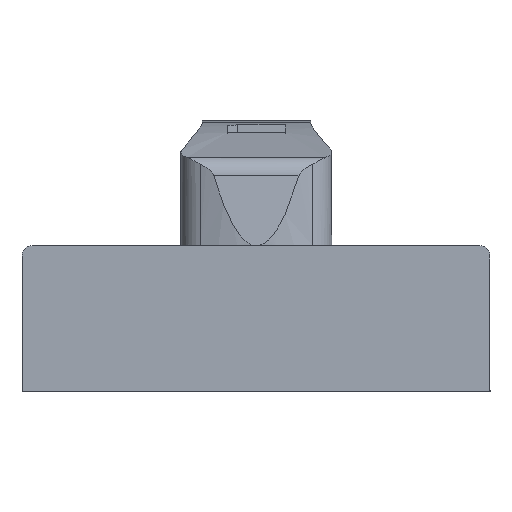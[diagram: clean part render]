
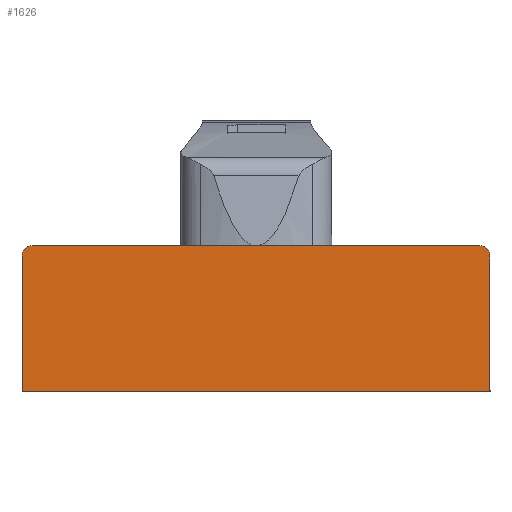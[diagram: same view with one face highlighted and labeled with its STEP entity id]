
A CAD part, left-side view. The second image highlights one B-rep face of the part: STEP entity #1626.
In plain terms, the highlighted planar face has unit normal (-1, 0, 0).
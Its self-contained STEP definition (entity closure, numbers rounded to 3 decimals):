
#1569=CARTESIAN_POINT('',(0.0,0.,6.947));
#1570=DIRECTION('',(1.0,0.0,0.0));
#1571=DIRECTION('',(0.0,0.0,-1.0));
#1572=AXIS2_PLACEMENT_3D('',#1569,#1570,#1571);
#1573=PLANE('',#1572);
#1574=CARTESIAN_POINT('',(0.0,-22.5,13.));
#1575=VERTEX_POINT('',#1574);
#1576=CARTESIAN_POINT('',(0.0,-22.5,0.0));
#1577=VERTEX_POINT('',#1576);
#1578=CARTESIAN_POINT('',(0.,-22.5,13.));
#1579=DIRECTION('',(0.0,0.0,-1.0));
#1580=VECTOR('',#1579,13.);
#1581=LINE('',#1578,#1580);
#1582=EDGE_CURVE('',#1575,#1577,#1581,.T.);
#1583=ORIENTED_EDGE('',*,*,#1582,.F.);
#1584=CARTESIAN_POINT('',(0.0,-21.5,14.));
#1585=VERTEX_POINT('',#1584);
#1586=CARTESIAN_POINT('',(0.0,-21.5,13.));
#1587=DIRECTION('',(1.0,0.,0.));
#1588=DIRECTION('',(0.,-0.707,0.707));
#1589=AXIS2_PLACEMENT_3D('',#1586,#1587,#1588);
#1590=CIRCLE('',#1589,1.);
#1591=EDGE_CURVE('',#1585,#1575,#1590,.T.);
#1592=ORIENTED_EDGE('',*,*,#1591,.F.);
#1593=CARTESIAN_POINT('',(0.0,21.5,14.));
#1594=VERTEX_POINT('',#1593);
#1595=CARTESIAN_POINT('',(0.0,21.5,14.));
#1596=DIRECTION('',(0.0,-1.0,0.0));
#1597=VECTOR('',#1596,42.999);
#1598=LINE('',#1595,#1597);
#1599=EDGE_CURVE('',#1594,#1585,#1598,.T.);
#1600=ORIENTED_EDGE('',*,*,#1599,.F.);
#1601=CARTESIAN_POINT('',(0.0,22.5,13.));
#1602=VERTEX_POINT('',#1601);
#1603=CARTESIAN_POINT('',(0.0,21.5,13.));
#1604=DIRECTION('',(1.0,0.,0.));
#1605=DIRECTION('',(0.,0.707,0.707));
#1606=AXIS2_PLACEMENT_3D('',#1603,#1604,#1605);
#1607=CIRCLE('',#1606,1.);
#1608=EDGE_CURVE('',#1602,#1594,#1607,.T.);
#1609=ORIENTED_EDGE('',*,*,#1608,.F.);
#1610=CARTESIAN_POINT('',(0.0,22.5,0.0));
#1611=VERTEX_POINT('',#1610);
#1612=CARTESIAN_POINT('',(0.,22.5,0.0));
#1613=DIRECTION('',(0.0,0.0,1.0));
#1614=VECTOR('',#1613,13.);
#1615=LINE('',#1612,#1614);
#1616=EDGE_CURVE('',#1611,#1602,#1615,.T.);
#1617=ORIENTED_EDGE('',*,*,#1616,.F.);
#1618=CARTESIAN_POINT('',(0.0,-22.5,0.0));
#1619=DIRECTION('',(0.0,1.0,0.0));
#1620=VECTOR('',#1619,45.);
#1621=LINE('',#1618,#1620);
#1622=EDGE_CURVE('',#1577,#1611,#1621,.T.);
#1623=ORIENTED_EDGE('',*,*,#1622,.F.);
#1624=EDGE_LOOP('',(#1583,#1592,#1600,#1609,#1617,#1623));
#1625=FACE_OUTER_BOUND('',#1624,.T.);
#1626=ADVANCED_FACE('',(#1625),#1573,.F.);
